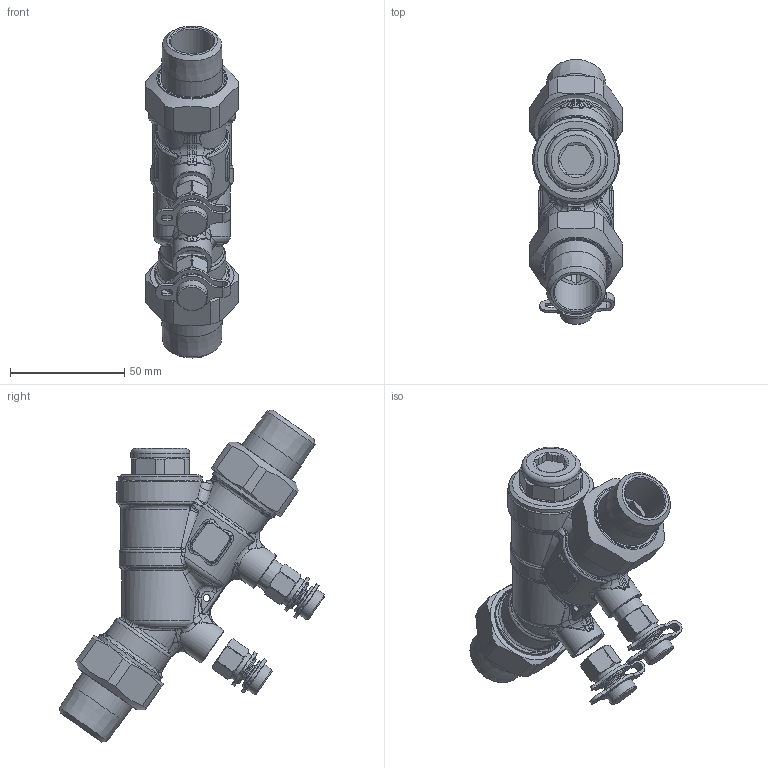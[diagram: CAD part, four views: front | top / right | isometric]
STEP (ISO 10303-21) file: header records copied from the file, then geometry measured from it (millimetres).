
FILE_DESCRIPTION(/* description */ (''),/* implementation_level */ '2;1');
FILE_NAME(/* name */ '128551AF_Simplify_1.stp',/* time_stamp */ '2025-07-22T08:46:07-05:00',/* author */ ('ischreiner'),/* organization */ (''),/* preprocessor_version */ 'ST-DEVELOPER v20',/* originating_system */ 'Autodesk Inventor 2025',/* authorisation */ '');
FILE_SCHEMA (('AUTOMOTIVE_DESIGN { 1 0 10303 214 3 1 1 }'));
Length unit declared in the file: inch
Products named in the file (1): 128551AF_Simplify_1
Bounding box: 40.63 x 116.19 x 145.44 mm (x, y, z)
Volume: 170471.9 mm3; surface area: 42173.9 mm2
Topology: 7 solids, 7 shells, 1149 faces, 2794 edges, 1664 vertices
Faces by surface type: bspline 709, cylinder 176, plane 143, cone 81, torus 36, sphere 4
Full cylindrical faces by diameter (mm): 3 x1, 8 x2, 11.5 x2, 12 x4, 12.2 x2, 13.5 x6, 13.9 x2, 17.5 x2, 19 x2, 25.8 x1, 26.5 x2, 26.924 x2, 29.5 x1, 30 x4, 30.302 x2, 33.1 x2, 37 x1
Entity records: 140193 total; most frequent: CARTESIAN_POINT 116585, ORIENTED_EDGE 5552, DIRECTION 3199, EDGE_CURVE 2776, VERTEX_POINT 1664, AXIS2_PLACEMENT_3D 1388, B_SPLINE_CURVE_WITH_KNOTS 1298, EDGE_LOOP 1194
